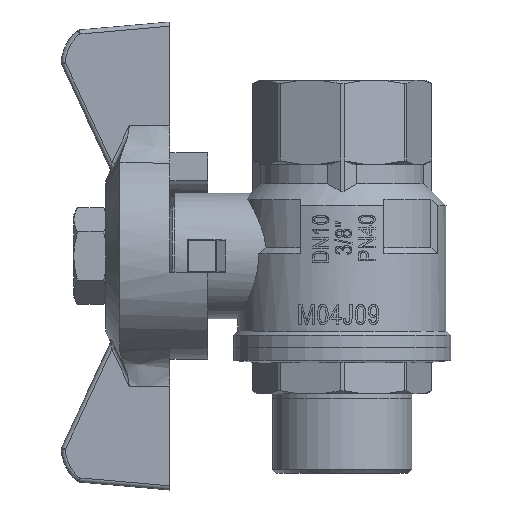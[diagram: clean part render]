
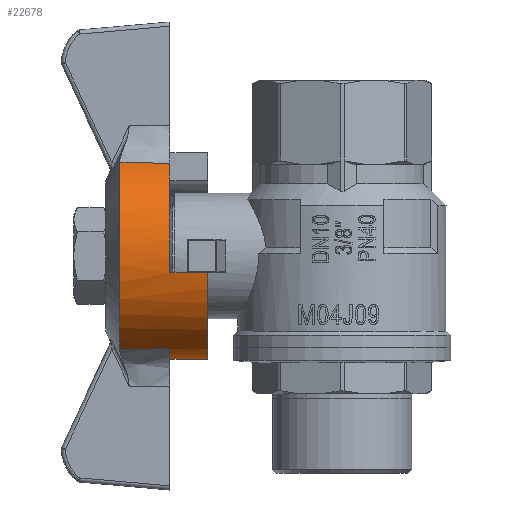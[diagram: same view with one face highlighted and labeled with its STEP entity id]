
A CAD part, left-side view. The second image highlights one B-rep face of the part: STEP entity #22678.
In plain terms, the highlighted cylindrical face has radius 12.5 mm (diameter 25 mm), a partial arc.
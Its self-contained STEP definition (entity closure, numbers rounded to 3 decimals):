
#80=ELLIPSE('',#32492,1137.569,12.5);
#81=ELLIPSE('',#32494,1137.569,12.5);
#1731=CYLINDRICAL_SURFACE('',#32490,12.5);
#1890=CIRCLE('',#32486,12.5);
#1893=CIRCLE('',#32491,12.5);
#1894=CIRCLE('',#32493,12.5);
#1895=CIRCLE('',#32495,12.5);
#2631=ORIENTED_EDGE('',*,*,#9837,.F.);
#2632=ORIENTED_EDGE('',*,*,#9838,.T.);
#2633=ORIENTED_EDGE('',*,*,#9839,.T.);
#2634=ORIENTED_EDGE('',*,*,#9840,.T.);
#2635=ORIENTED_EDGE('',*,*,#9841,.F.);
#2636=ORIENTED_EDGE('',*,*,#9842,.T.);
#2637=ORIENTED_EDGE('',*,*,#9832,.F.);
#2638=ORIENTED_EDGE('',*,*,#9843,.F.);
#9832=EDGE_CURVE('',#13440,#13437,#1890,.T.);
#9837=EDGE_CURVE('',#13445,#13446,#1893,.T.);
#9838=EDGE_CURVE('',#13445,#13447,#80,.F.);
#9839=EDGE_CURVE('',#13447,#13448,#1894,.T.);
#9840=EDGE_CURVE('',#13448,#13449,#81,.F.);
#9841=EDGE_CURVE('',#13450,#13449,#1895,.F.);
#9842=EDGE_CURVE('',#13450,#13437,#15832,.T.);
#9843=EDGE_CURVE('',#13446,#13440,#15833,.T.);
#13437=VERTEX_POINT('',#44730);
#13440=VERTEX_POINT('',#44735);
#13445=VERTEX_POINT('',#44748);
#13446=VERTEX_POINT('',#44749);
#13447=VERTEX_POINT('',#44751);
#13448=VERTEX_POINT('',#44753);
#13449=VERTEX_POINT('',#44755);
#13450=VERTEX_POINT('',#44757);
#15832=LINE('',#44758,#17248);
#15833=LINE('',#44759,#17249);
#17248=VECTOR('',#35935,1000.);
#17249=VECTOR('',#35936,1000.);
#18686=EDGE_LOOP('',(#2631,#2632,#2633,#2634,#2635,#2636,#2637,#2638));
#20138=FACE_BOUND('',#18686,.T.);
#22678=ADVANCED_FACE('',(#20138),#1731,.T.);
#32486=AXIS2_PLACEMENT_3D('',#44736,#35913,#35914);
#32490=AXIS2_PLACEMENT_3D('',#44746,#35923,#35924);
#32491=AXIS2_PLACEMENT_3D('',#44747,#35925,#35926);
#32492=AXIS2_PLACEMENT_3D('',#44750,#35927,#35928);
#32493=AXIS2_PLACEMENT_3D('',#44752,#35929,#35930);
#32494=AXIS2_PLACEMENT_3D('',#44754,#35931,#35932);
#32495=AXIS2_PLACEMENT_3D('',#44756,#35933,#35934);
#35913=DIRECTION('',(0.,0.,-1.));
#35914=DIRECTION('',(-1.,0.,0.));
#35923=DIRECTION('',(0.,0.,-1.));
#35924=DIRECTION('',(-1.,0.,0.));
#35925=DIRECTION('',(0.,0.,-1.));
#35926=DIRECTION('',(-1.,0.,0.));
#35927=DIRECTION('',(0.,1.,-0.011));
#35928=DIRECTION('',(0.,-0.011,-1.));
#35929=DIRECTION('',(0.,0.,-1.));
#35930=DIRECTION('',(-1.,0.,0.));
#35931=DIRECTION('',(0.,1.,-0.011));
#35932=DIRECTION('',(0.,-0.011,-1.));
#35933=DIRECTION('',(0.,0.,-1.));
#35934=DIRECTION('',(-1.,0.,0.));
#35935=DIRECTION('',(0.,0.,-1.));
#35936=DIRECTION('',(0.,0.,-1.));
#44730=CARTESIAN_POINT('',(-12.339,-2.,0.));
#44735=CARTESIAN_POINT('',(-2.,-12.339,0.));
#44736=CARTESIAN_POINT('',(0.,0.,0.));
#44746=CARTESIAN_POINT('',(0.,0.,54.));
#44747=CARTESIAN_POINT('',(0.,0.,4.5));
#44748=CARTESIAN_POINT('',(11.117,-5.715,4.5));
#44749=CARTESIAN_POINT('',(-2.,-12.339,4.5));
#44750=CARTESIAN_POINT('',(0.,0.,524.538));
#44751=CARTESIAN_POINT('',(11.151,-5.649,10.5));
#44752=CARTESIAN_POINT('',(0.,0.,10.5));
#44753=CARTESIAN_POINT('',(-11.151,-5.649,10.5));
#44754=CARTESIAN_POINT('',(0.,0.,524.538));
#44755=CARTESIAN_POINT('',(-11.117,-5.715,4.5));
#44756=CARTESIAN_POINT('',(0.,0.,4.5));
#44757=CARTESIAN_POINT('',(-12.339,-2.,4.5));
#44758=CARTESIAN_POINT('',(-12.339,-2.,4.5));
#44759=CARTESIAN_POINT('',(-2.,-12.339,4.5));
